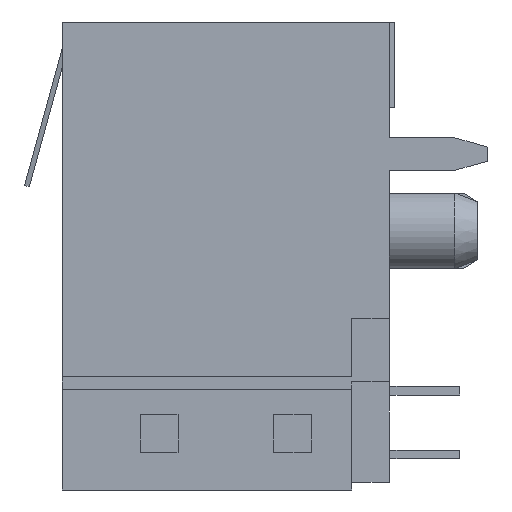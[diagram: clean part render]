
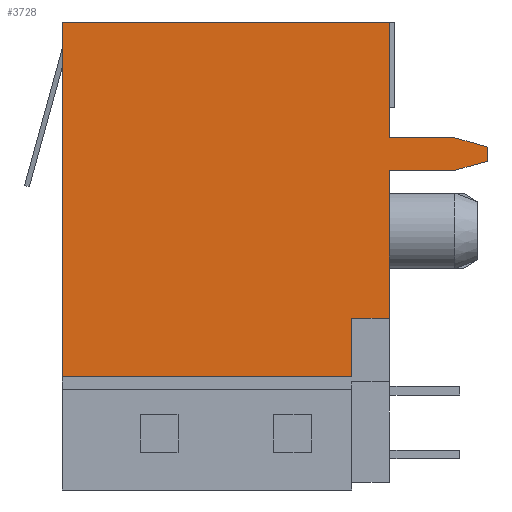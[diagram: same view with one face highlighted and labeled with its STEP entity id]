
A CAD part, left-side view. The second image highlights one B-rep face of the part: STEP entity #3728.
In plain terms, the highlighted planar face has unit normal (-1, 0, 0).
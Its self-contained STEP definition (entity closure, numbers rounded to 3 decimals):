
#198=DIRECTION('',(0.,0.,1.));
#199=VECTOR('',#198,4.6);
#200=CARTESIAN_POINT('',(-7.9,0.2,-4.6));
#201=LINE('',#200,#199);
#202=DIRECTION('',(0.,-1.,0.));
#203=VECTOR('',#202,2.6);
#204=CARTESIAN_POINT('',(-7.9,0.2,-4.6));
#205=LINE('',#204,#203);
#206=DIRECTION('',(0.,-0.962,-0.274));
#207=VECTOR('',#206,1.352);
#208=CARTESIAN_POINT('',(-7.9,-2.4,-4.6));
#209=LINE('',#208,#207);
#210=DIRECTION('',(0.,0.,-1.));
#211=VECTOR('',#210,0.56);
#212=CARTESIAN_POINT('',(-7.9,-3.7,-4.97));
#213=LINE('',#212,#211);
#214=DIRECTION('',(0.,0.962,-0.274));
#215=VECTOR('',#214,1.352);
#216=CARTESIAN_POINT('',(-7.9,-3.7,-5.53));
#217=LINE('',#216,#215);
#218=DIRECTION('',(0.,1.,0.));
#219=VECTOR('',#218,2.6);
#220=CARTESIAN_POINT('',(-7.9,-2.4,-5.9));
#221=LINE('',#220,#219);
#222=DIRECTION('',(0.,0.,1.));
#223=VECTOR('',#222,5.88);
#224=CARTESIAN_POINT('',(-7.9,0.2,-11.78));
#225=LINE('',#224,#223);
#226=DIRECTION('',(0.,1.,0.));
#227=VECTOR('',#226,1.5);
#228=CARTESIAN_POINT('',(-7.9,0.2,-11.78));
#229=LINE('',#228,#227);
#230=DIRECTION('',(0.,0.,1.));
#231=VECTOR('',#230,2.32);
#232=CARTESIAN_POINT('',(-7.9,1.7,-14.1));
#233=LINE('',#232,#231);
#234=DIRECTION('',(0.,-1.,0.));
#235=VECTOR('',#234,11.5);
#236=CARTESIAN_POINT('',(-7.9,13.2,-14.1));
#237=LINE('',#236,#235);
#238=DIRECTION('',(0.,0.,1.));
#239=VECTOR('',#238,14.1);
#240=CARTESIAN_POINT('',(-7.9,13.2,-14.1));
#241=LINE('',#240,#239);
#1586=DIRECTION('',(0.,-1.,0.));
#1587=VECTOR('',#1586,13.);
#1588=CARTESIAN_POINT('',(-7.9,13.2,0.));
#1589=LINE('',#1588,#1587);
#2863=CARTESIAN_POINT('',(-7.9,13.2,0.));
#2865=VERTEX_POINT('',#2863);
#3148=CARTESIAN_POINT('',(-7.9,0.2,0.));
#3149=VERTEX_POINT('',#3148);
#3306=CARTESIAN_POINT('',(-7.9,1.7,-14.1));
#3307=VERTEX_POINT('',#3306);
#3308=CARTESIAN_POINT('',(-7.9,1.7,-11.78));
#3309=VERTEX_POINT('',#3308);
#3338=CARTESIAN_POINT('',(-7.9,0.2,-4.6));
#3339=CARTESIAN_POINT('',(-7.9,-2.4,-4.6));
#3340=VERTEX_POINT('',#3338);
#3341=VERTEX_POINT('',#3339);
#3342=CARTESIAN_POINT('',(-7.9,-2.4,-5.9));
#3343=CARTESIAN_POINT('',(-7.9,0.2,-5.9));
#3344=VERTEX_POINT('',#3342);
#3345=VERTEX_POINT('',#3343);
#3354=CARTESIAN_POINT('',(-7.9,-3.7,-4.97));
#3355=VERTEX_POINT('',#3354);
#3356=CARTESIAN_POINT('',(-7.9,-3.7,-5.53));
#3357=VERTEX_POINT('',#3356);
#3366=CARTESIAN_POINT('',(-7.9,13.2,-14.1));
#3367=VERTEX_POINT('',#3366);
#3368=CARTESIAN_POINT('',(-7.9,0.2,-11.78));
#3369=VERTEX_POINT('',#3368);
#3697=CARTESIAN_POINT('',(-7.9,13.2,0.));
#3698=DIRECTION('',(-1.,0.,0.));
#3699=DIRECTION('',(0.,-1.,0.));
#3700=AXIS2_PLACEMENT_3D('',#3697,#3698,#3699);
#3701=PLANE('',#3700);
#3703=ORIENTED_EDGE('',*,*,#3702,.F.);
#3705=ORIENTED_EDGE('',*,*,#3704,.T.);
#3707=ORIENTED_EDGE('',*,*,#3706,.T.);
#3709=ORIENTED_EDGE('',*,*,#3708,.T.);
#3711=ORIENTED_EDGE('',*,*,#3710,.T.);
#3713=ORIENTED_EDGE('',*,*,#3712,.T.);
#3715=ORIENTED_EDGE('',*,*,#3714,.F.);
#3717=ORIENTED_EDGE('',*,*,#3716,.T.);
#3719=ORIENTED_EDGE('',*,*,#3718,.F.);
#3721=ORIENTED_EDGE('',*,*,#3720,.F.);
#3723=ORIENTED_EDGE('',*,*,#3722,.T.);
#3725=ORIENTED_EDGE('',*,*,#3724,.T.);
#3726=EDGE_LOOP('',(#3703,#3705,#3707,#3709,#3711,#3713,#3715,#3717,#3719,#3721,
#3723,#3725));
#3727=FACE_OUTER_BOUND('',#3726,.F.);
#3702=EDGE_CURVE('',#3340,#3149,#201,.T.);
#3704=EDGE_CURVE('',#3340,#3341,#205,.T.);
#3706=EDGE_CURVE('',#3341,#3355,#209,.T.);
#3708=EDGE_CURVE('',#3355,#3357,#213,.T.);
#3710=EDGE_CURVE('',#3357,#3344,#217,.T.);
#3712=EDGE_CURVE('',#3344,#3345,#221,.T.);
#3714=EDGE_CURVE('',#3369,#3345,#225,.T.);
#3716=EDGE_CURVE('',#3369,#3309,#229,.T.);
#3718=EDGE_CURVE('',#3307,#3309,#233,.T.);
#3720=EDGE_CURVE('',#3367,#3307,#237,.T.);
#3722=EDGE_CURVE('',#3367,#2865,#241,.T.);
#3724=EDGE_CURVE('',#2865,#3149,#1589,.T.);
#3728=ADVANCED_FACE('',(#3727),#3701,.T.);
